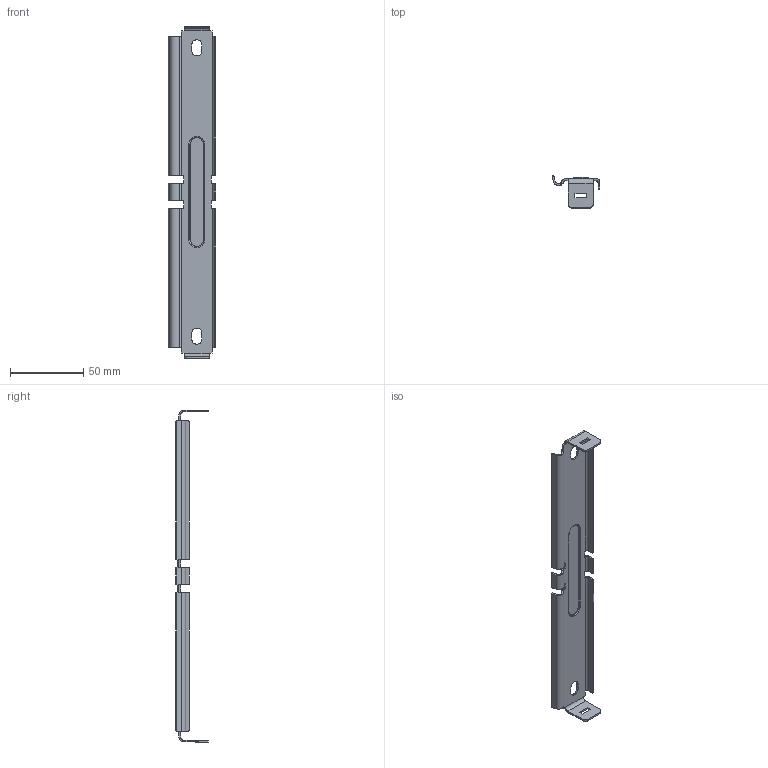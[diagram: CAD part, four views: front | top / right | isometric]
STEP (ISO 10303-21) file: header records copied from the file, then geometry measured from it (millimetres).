
FILE_DESCRIPTION (( 'STEP AP214' ), '1' );
FILE_NAME ('bvc ﾁ裼粨炅魵鵫 裝. EKF.STEP', '2020-08-26T12:15:20', ( '' ), ( '' ), 'SwSTEP 2.0', 'SolidWorks 2019', '' );
FILE_SCHEMA (( 'AUTOMOTIVE_DESIGN' ));
Length unit declared in the file: millimetre
Products named in the file (1): bvc ﾁ裼粨炅魵鵫 裝. EKF
Bounding box: 32.6 x 22.11 x 226.8 mm (x, y, z)
Volume: 11314.7 mm3; surface area: 19997.8 mm2
Topology: 1 solids, 1 shells, 156 faces, 380 edges, 228 vertices
Faces by surface type: plane 90, cylinder 58, torus 8
Entity records: 4554 total; most frequent: DIRECTION 822, CARTESIAN_POINT 765, ORIENTED_EDGE 760, EDGE_CURVE 380, AXIS2_PLACEMENT_3D 285, LINE 252, VECTOR 252, VERTEX_POINT 228
